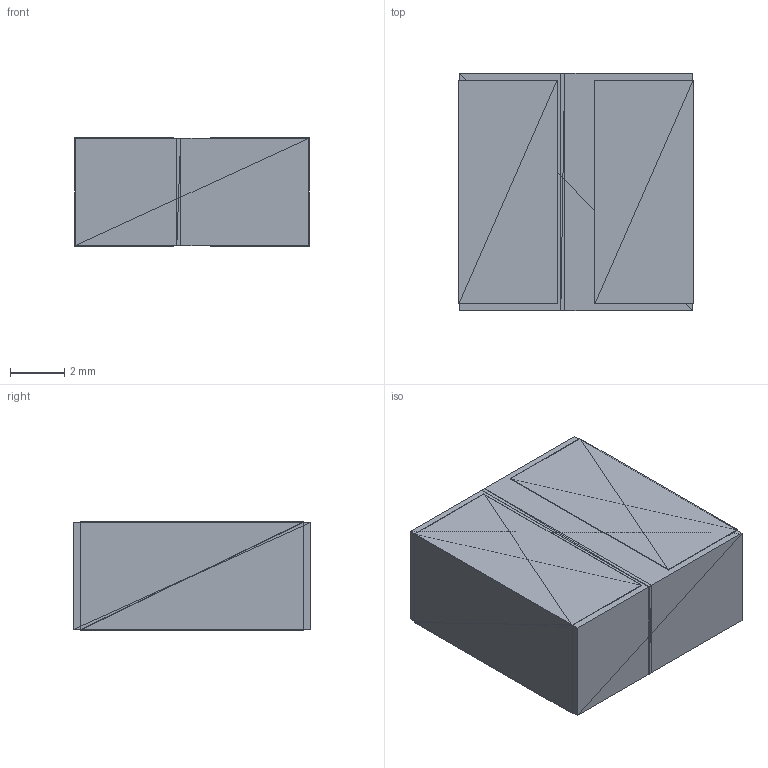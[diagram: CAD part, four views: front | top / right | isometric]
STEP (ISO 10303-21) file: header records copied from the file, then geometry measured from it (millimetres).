
FILE_DESCRIPTION(('STEP AP214'),'1');
FILE_NAME('VLP8040','2021-03-03T19:36:59',(''),(''),'','','');
FILE_SCHEMA(('AUTOMOTIVE_DESIGN'));
Length unit declared in the file: millimetre
Products named in the file (1): product
Bounding box: 8.61 x 8.72 x 3.99 mm (x, y, z)
Surface area: 667.4 mm2 (no closed solid volume)
Topology: 0 solids, 132 shells, 132 faces, 396 edges, 396 vertices
Faces by surface type: plane 132
Entity records: 4415 total; most frequent: CARTESIAN_POINT 925, DIRECTION 662, ORIENTED_EDGE 396, EDGE_CURVE 396, VERTEX_POINT 396, LINE 396, VECTOR 396, AXIS2_PLACEMENT_3D 133
